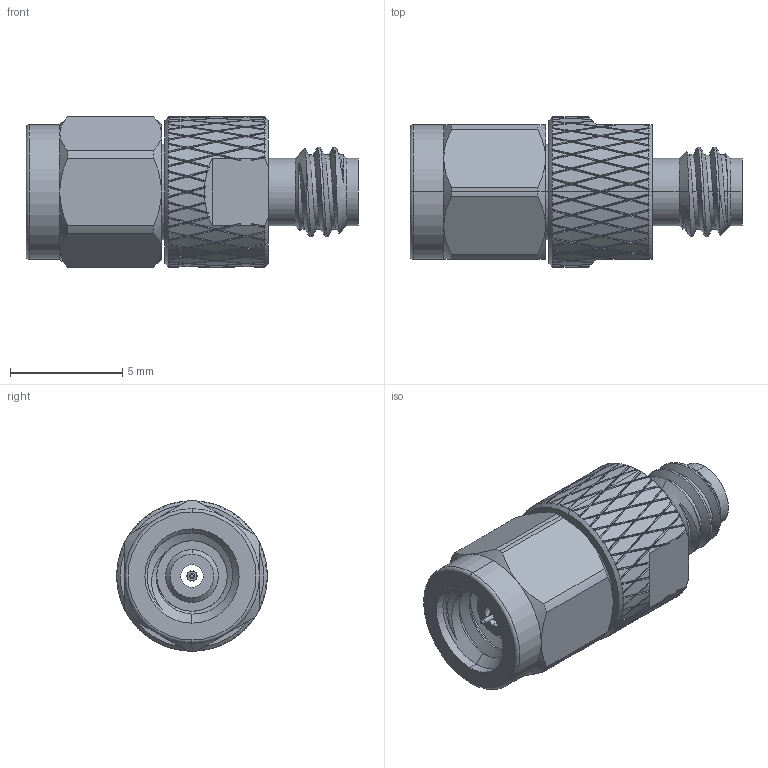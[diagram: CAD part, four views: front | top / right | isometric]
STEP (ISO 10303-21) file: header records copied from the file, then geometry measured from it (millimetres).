
FILE_DESCRIPTION (( 'STEP AP214' ), '1' );
FILE_NAME ('FMAD10019_3D.step', '2024-07-15T20:06:53', ( '' ), ( '' ), 'SwSTEP 2.0', 'SolidWorks 2022', '' );
FILE_SCHEMA (( 'AUTOMOTIVE_DESIGN' ));
Length unit declared in the file: inch
Products named in the file (5): 001-W500N-CS   1.0mm Male to Female Adaptor2^001-W500N-CS   1.0mm Male to Female Adaptor(2)_FMAD10019; FMAD10019_3D; 001-W500N-CS   1.0mm Male to Female Adaptor(2)^FMAD10019; 001-W500N-CS   1.0mm Male to Female Adaptor3^001-W500N-CS   1.0mm Male to Female Adaptor(2)_FMAD10019; 001-W500N-CS   1.0mm Male to Female Adaptor1^001-W500N-CS   1.0mm Male to Female Adaptor(2)_FMAD10019
Assembly tree (4 placements, depth 3):
  FMAD10019_3D
    001-W500N-CS   1.0mm Male to Female Adaptor(2)^FMAD10019
      001-W500N-CS   1.0mm Male to Female Adaptor1^001-W500N-CS   1.0mm Male to Female Adaptor(2)_FMAD10019
      001-W500N-CS   1.0mm Male to Female Adaptor2^001-W500N-CS   1.0mm Male to Female Adaptor(2)_FMAD10019
      001-W500N-CS   1.0mm Male to Female Adaptor3^001-W500N-CS   1.0mm Male to Female Adaptor(2)_FMAD10019
Bounding box: 14.79 x 6.7 x 6.7 mm (x, y, z)
Volume: 319.2 mm3; surface area: 602.5 mm2
Topology: 3 solids, 3 shells, 807 faces, 2121 edges, 1327 vertices
Faces by surface type: torus 420, cylinder 201, plane 138, cone 44, bspline 4
Entity records: 32050 total; most frequent: CARTESIAN_POINT 14364, ORIENTED_EDGE 4238, DIRECTION 3071, EDGE_CURVE 2119, AXIS2_PLACEMENT_3D 1473, VERTEX_POINT 1327, B_SPLINE_CURVE_WITH_KNOTS 1106, EDGE_LOOP 820
